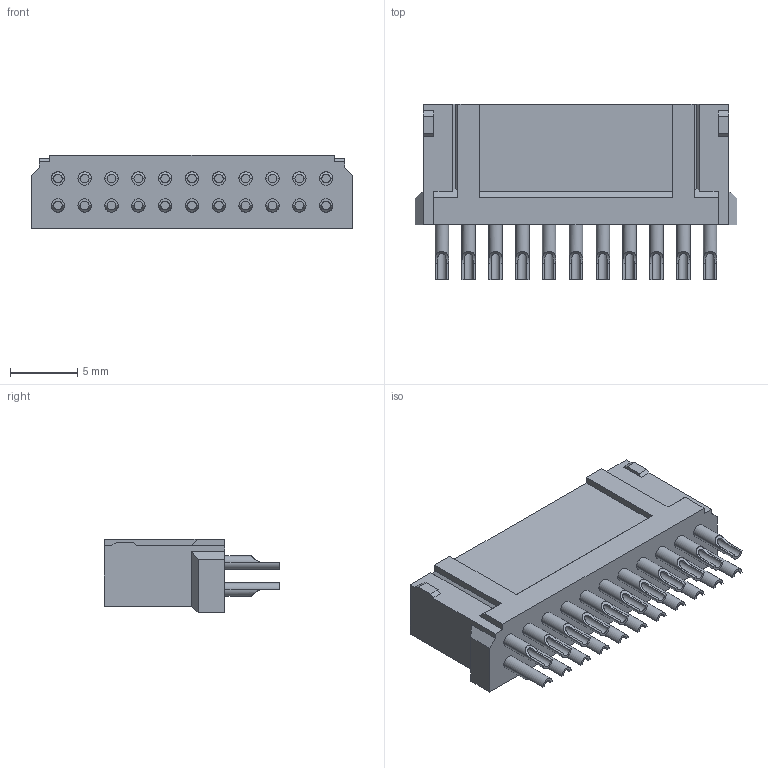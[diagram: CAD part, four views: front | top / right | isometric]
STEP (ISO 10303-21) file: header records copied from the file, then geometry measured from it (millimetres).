
FILE_DESCRIPTION((''),'2;1');
FILE_NAME('F0JL24-P22SW000-01','2023-05-04T',('工程三'),(''),'PRO/ENGINEER BY PARAMETRIC TECHNOLOGY CORPORATION, 2010280','PRO/ENGINEER BY PARAMETRIC TECHNOLOGY CORPORATION, 2010280','');
FILE_SCHEMA(('CONFIG_CONTROL_DESIGN'));
Length unit declared in the file: millimetre
Products named in the file (1): F0JL24-P22SW000-01
Bounding box: 24 x 13.1 x 5.5 mm (x, y, z)
Volume: 841.1 mm3; surface area: 1630.6 mm2
Topology: 1 solids, 1 shells, 352 faces, 806 edges, 500 vertices
Faces by surface type: plane 198, cylinder 154
Entity records: 10599 total; most frequent: CARTESIAN_POINT 2533, DIRECTION 1686, ORIENTED_EDGE 1612, EDGE_CURVE 806, AXIS2_PLACEMENT_3D 572, VECTOR 542, LINE 542, VERTEX_POINT 500
